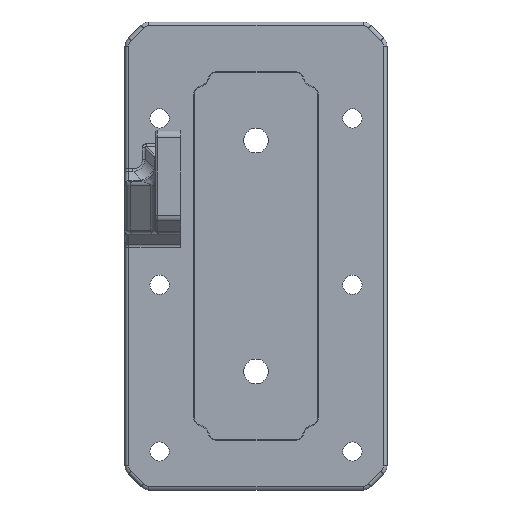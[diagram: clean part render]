
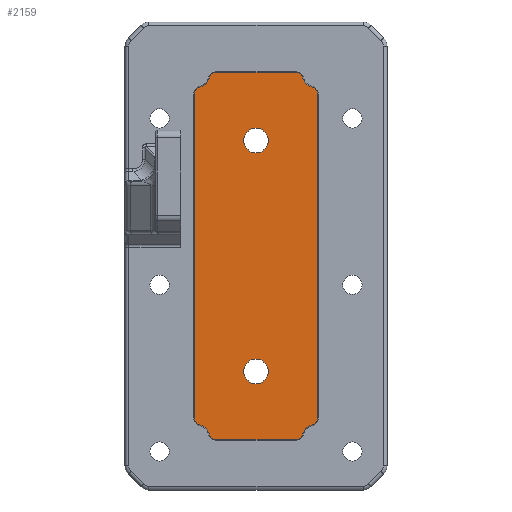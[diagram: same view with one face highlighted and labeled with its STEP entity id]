
A CAD part, front view. The second image highlights one B-rep face of the part: STEP entity #2159.
In plain terms, the highlighted planar face has unit normal (0, -1, 0).
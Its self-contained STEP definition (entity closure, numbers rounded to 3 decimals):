
#69=FACE_BOUND('',#699,.T.);
#70=FACE_BOUND('',#700,.T.);
#95=PLANE('',#2451);
#221=LINE('',#3974,#366);
#222=LINE('',#3982,#367);
#223=LINE('',#3990,#368);
#224=LINE('',#3997,#369);
#366=VECTOR('',#3125,10.);
#367=VECTOR('',#3132,10.);
#368=VECTOR('',#3139,10.);
#369=VECTOR('',#3146,10.);
#552=FACE_OUTER_BOUND('',#698,.T.);
#698=EDGE_LOOP('',(#1943,#1944,#1945,#1946,#1947,#1948,#1949,#1950,#1951,
#1952,#1953,#1954,#1955,#1956,#1957,#1958));
#699=EDGE_LOOP('',(#1959));
#700=EDGE_LOOP('',(#1960));
#879=CIRCLE('',#2446,3.2);
#880=CIRCLE('',#2448,3.2);
#881=CIRCLE('',#2450,2.);
#882=CIRCLE('',#2452,3.);
#883=CIRCLE('',#2453,2.);
#884=CIRCLE('',#2454,2.);
#885=CIRCLE('',#2455,3.);
#886=CIRCLE('',#2456,2.);
#887=CIRCLE('',#2457,2.);
#888=CIRCLE('',#2458,3.);
#889=CIRCLE('',#2459,2.);
#890=CIRCLE('',#2460,2.);
#891=CIRCLE('',#2461,3.);
#892=CIRCLE('',#2462,2.);
#1070=VERTEX_POINT('',#3955);
#1071=VERTEX_POINT('',#3959);
#1072=VERTEX_POINT('',#3963);
#1073=VERTEX_POINT('',#3964);
#1074=VERTEX_POINT('',#3969);
#1075=VERTEX_POINT('',#3971);
#1076=VERTEX_POINT('',#3973);
#1077=VERTEX_POINT('',#3975);
#1078=VERTEX_POINT('',#3977);
#1079=VERTEX_POINT('',#3979);
#1080=VERTEX_POINT('',#3981);
#1081=VERTEX_POINT('',#3983);
#1082=VERTEX_POINT('',#3985);
#1083=VERTEX_POINT('',#3987);
#1084=VERTEX_POINT('',#3989);
#1085=VERTEX_POINT('',#3991);
#1086=VERTEX_POINT('',#3993);
#1087=VERTEX_POINT('',#3995);
#1366=EDGE_CURVE('',#1070,#1070,#879,.T.);
#1368=EDGE_CURVE('',#1071,#1071,#880,.T.);
#1369=EDGE_CURVE('',#1072,#1073,#881,.T.);
#1372=EDGE_CURVE('',#1072,#1074,#882,.T.);
#1373=EDGE_CURVE('',#1075,#1074,#883,.T.);
#1374=EDGE_CURVE('',#1075,#1076,#221,.T.);
#1375=EDGE_CURVE('',#1077,#1076,#884,.T.);
#1376=EDGE_CURVE('',#1077,#1078,#885,.T.);
#1377=EDGE_CURVE('',#1079,#1078,#886,.T.);
#1378=EDGE_CURVE('',#1079,#1080,#222,.T.);
#1379=EDGE_CURVE('',#1081,#1080,#887,.T.);
#1380=EDGE_CURVE('',#1081,#1082,#888,.T.);
#1381=EDGE_CURVE('',#1083,#1082,#889,.T.);
#1382=EDGE_CURVE('',#1083,#1084,#223,.T.);
#1383=EDGE_CURVE('',#1085,#1084,#890,.T.);
#1384=EDGE_CURVE('',#1085,#1086,#891,.T.);
#1385=EDGE_CURVE('',#1087,#1086,#892,.T.);
#1386=EDGE_CURVE('',#1087,#1073,#224,.T.);
#1943=ORIENTED_EDGE('',*,*,#1369,.F.);
#1944=ORIENTED_EDGE('',*,*,#1372,.T.);
#1945=ORIENTED_EDGE('',*,*,#1373,.F.);
#1946=ORIENTED_EDGE('',*,*,#1374,.T.);
#1947=ORIENTED_EDGE('',*,*,#1375,.F.);
#1948=ORIENTED_EDGE('',*,*,#1376,.T.);
#1949=ORIENTED_EDGE('',*,*,#1377,.F.);
#1950=ORIENTED_EDGE('',*,*,#1378,.T.);
#1951=ORIENTED_EDGE('',*,*,#1379,.F.);
#1952=ORIENTED_EDGE('',*,*,#1380,.T.);
#1953=ORIENTED_EDGE('',*,*,#1381,.F.);
#1954=ORIENTED_EDGE('',*,*,#1382,.T.);
#1955=ORIENTED_EDGE('',*,*,#1383,.F.);
#1956=ORIENTED_EDGE('',*,*,#1384,.T.);
#1957=ORIENTED_EDGE('',*,*,#1385,.F.);
#1958=ORIENTED_EDGE('',*,*,#1386,.T.);
#1959=ORIENTED_EDGE('',*,*,#1366,.T.);
#1960=ORIENTED_EDGE('',*,*,#1368,.T.);
#2159=ADVANCED_FACE('',(#552,#69,#70),#95,.T.);
#2446=AXIS2_PLACEMENT_3D('',#3957,#3106,#3107);
#2448=AXIS2_PLACEMENT_3D('',#3961,#3111,#3112);
#2450=AXIS2_PLACEMENT_3D('',#3965,#3115,#3116);
#2451=AXIS2_PLACEMENT_3D('',#3968,#3119,#3120);
#2452=AXIS2_PLACEMENT_3D('',#3970,#3121,#3122);
#2453=AXIS2_PLACEMENT_3D('',#3972,#3123,#3124);
#2454=AXIS2_PLACEMENT_3D('',#3976,#3126,#3127);
#2455=AXIS2_PLACEMENT_3D('',#3978,#3128,#3129);
#2456=AXIS2_PLACEMENT_3D('',#3980,#3130,#3131);
#2457=AXIS2_PLACEMENT_3D('',#3984,#3133,#3134);
#2458=AXIS2_PLACEMENT_3D('',#3986,#3135,#3136);
#2459=AXIS2_PLACEMENT_3D('',#3988,#3137,#3138);
#2460=AXIS2_PLACEMENT_3D('',#3992,#3140,#3141);
#2461=AXIS2_PLACEMENT_3D('',#3994,#3142,#3143);
#2462=AXIS2_PLACEMENT_3D('',#3996,#3144,#3145);
#3106=DIRECTION('center_axis',(0.,1.,0.));
#3107=DIRECTION('ref_axis',(-1.,0.,0.));
#3111=DIRECTION('center_axis',(0.,1.,0.));
#3112=DIRECTION('ref_axis',(-1.,0.,0.));
#3115=DIRECTION('center_axis',(0.,1.,0.));
#3116=DIRECTION('ref_axis',(0.623,0.,-0.782));
#3119=DIRECTION('center_axis',(0.,-1.,0.));
#3120=DIRECTION('ref_axis',(1.,0.,0.));
#3121=DIRECTION('center_axis',(0.,1.,0.));
#3122=DIRECTION('ref_axis',(1.,0.,0.));
#3123=DIRECTION('center_axis',(0.,1.,0.));
#3124=DIRECTION('ref_axis',(0.782,0.,-0.623));
#3125=DIRECTION('',(0.,0.,1.));
#3126=DIRECTION('center_axis',(0.,1.,0.));
#3127=DIRECTION('ref_axis',(0.782,0.,0.623));
#3128=DIRECTION('center_axis',(0.,1.,0.));
#3129=DIRECTION('ref_axis',(1.,0.,0.));
#3130=DIRECTION('center_axis',(0.,1.,0.));
#3131=DIRECTION('ref_axis',(0.623,0.,0.782));
#3132=DIRECTION('',(-1.,0.,0.));
#3133=DIRECTION('center_axis',(0.,1.,0.));
#3134=DIRECTION('ref_axis',(-0.623,0.,0.782));
#3135=DIRECTION('center_axis',(0.,1.,0.));
#3136=DIRECTION('ref_axis',(1.,0.,0.));
#3137=DIRECTION('center_axis',(0.,1.,0.));
#3138=DIRECTION('ref_axis',(-0.782,0.,0.623));
#3139=DIRECTION('',(0.,0.,-1.));
#3140=DIRECTION('center_axis',(0.,1.,0.));
#3141=DIRECTION('ref_axis',(-0.782,0.,-0.623));
#3142=DIRECTION('center_axis',(0.,1.,0.));
#3143=DIRECTION('ref_axis',(1.,0.,0.));
#3144=DIRECTION('center_axis',(0.,1.,0.));
#3145=DIRECTION('ref_axis',(-0.623,0.,-0.782));
#3146=DIRECTION('',(1.,0.,0.));
#3955=CARTESIAN_POINT('',(22.25,447.2,80.8));
#3957=CARTESIAN_POINT('Origin',(19.05,447.2,80.8));
#3959=CARTESIAN_POINT('',(22.25,447.2,20.8));
#3961=CARTESIAN_POINT('Origin',(19.05,447.2,20.8));
#3963=CARTESIAN_POINT('',(31.25,447.2,4.599));
#3964=CARTESIAN_POINT('',(29.301,447.2,3.048));
#3965=CARTESIAN_POINT('Origin',(29.301,447.2,5.048));
#3968=CARTESIAN_POINT('Origin',(19.05,447.2,50.8));
#3969=CARTESIAN_POINT('',(33.501,447.2,6.85));
#3970=CARTESIAN_POINT('Origin',(34.173,447.2,3.927));
#3971=CARTESIAN_POINT('',(35.052,447.2,8.799));
#3972=CARTESIAN_POINT('Origin',(33.052,447.2,8.799));
#3973=CARTESIAN_POINT('',(35.052,447.2,92.801));
#3974=CARTESIAN_POINT('',(35.052,447.2,95.552));
#3975=CARTESIAN_POINT('',(33.501,447.2,94.75));
#3976=CARTESIAN_POINT('Origin',(33.052,447.2,92.801));
#3977=CARTESIAN_POINT('',(31.25,447.2,97.001));
#3978=CARTESIAN_POINT('Origin',(34.173,447.2,97.673));
#3979=CARTESIAN_POINT('',(29.301,447.2,98.552));
#3980=CARTESIAN_POINT('Origin',(29.301,447.2,96.552));
#3981=CARTESIAN_POINT('',(8.799,447.2,98.552));
#3982=CARTESIAN_POINT('',(6.048,447.2,98.552));
#3983=CARTESIAN_POINT('',(6.85,447.2,97.001));
#3984=CARTESIAN_POINT('Origin',(8.799,447.2,96.552));
#3985=CARTESIAN_POINT('',(4.599,447.2,94.75));
#3986=CARTESIAN_POINT('Origin',(3.927,447.2,97.673));
#3987=CARTESIAN_POINT('',(3.048,447.2,92.801));
#3988=CARTESIAN_POINT('Origin',(5.048,447.2,92.801));
#3989=CARTESIAN_POINT('',(3.048,447.2,8.799));
#3990=CARTESIAN_POINT('',(3.048,447.2,6.048));
#3991=CARTESIAN_POINT('',(4.599,447.2,6.85));
#3992=CARTESIAN_POINT('Origin',(5.048,447.2,8.799));
#3993=CARTESIAN_POINT('',(6.85,447.2,4.599));
#3994=CARTESIAN_POINT('Origin',(3.927,447.2,3.927));
#3995=CARTESIAN_POINT('',(8.799,447.2,3.048));
#3996=CARTESIAN_POINT('Origin',(8.799,447.2,5.048));
#3997=CARTESIAN_POINT('',(32.052,447.2,3.048));
